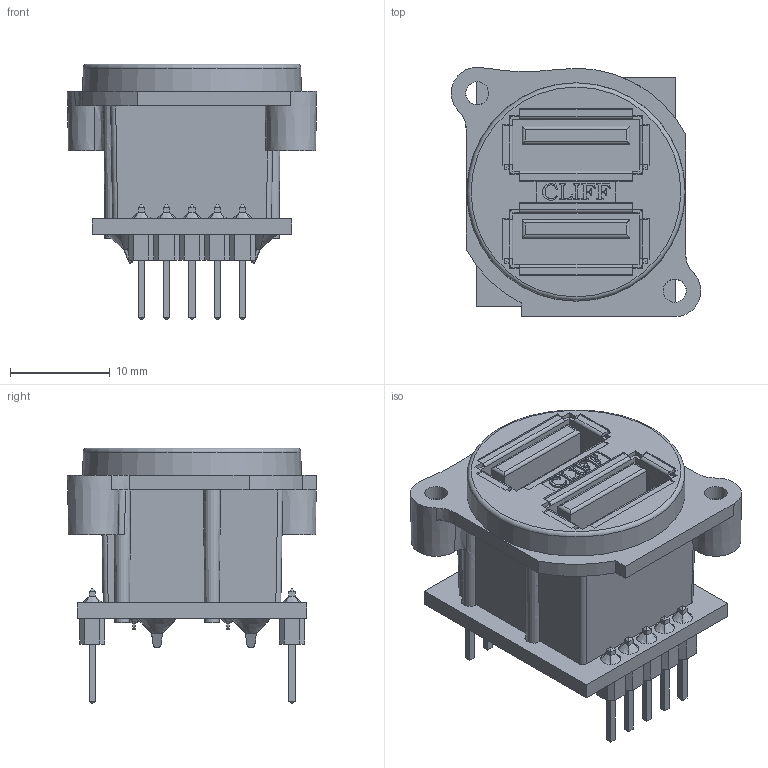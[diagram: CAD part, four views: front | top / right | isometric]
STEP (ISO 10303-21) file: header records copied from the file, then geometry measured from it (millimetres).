
FILE_DESCRIPTION(/* description */ (''),/* implementation_level */ '2;1');
FILE_NAME(/* name */ 'CP30090.stp',/* time_stamp */ '2016-09-22T12:35:20+01:00',/* author */ ('tottley'),/* organization */ (''),/* preprocessor_version */ 'ST-DEVELOPER v16.1',/* originating_system */ 'Autodesk Inventor 2016',/* authorisation */ '');
FILE_SCHEMA (('AUTOMOTIVE_DESIGN { 1 0 10303 214 3 1 1 }'));
Length unit declared in the file: millimetre
Products named in the file (1): Part1
Bounding box: 24.99 x 25 x 25.64 mm (x, y, z)
Volume: 4192.9 mm3; surface area: 8660.8 mm2
Topology: 1 solids, 12 shells, 970 faces, 2502 edges, 1589 vertices
Faces by surface type: plane 741, bspline 134, cylinder 76, cone 18, torus 1
Full cylindrical faces by diameter (mm): 0.9 x8, 1.1 x10, 1.75 x4, 2.3 x6
Entity records: 31962 total; most frequent: CARTESIAN_POINT 7918, ORIENTED_EDGE 4904, DIRECTION 4281, EDGE_CURVE 2452, LINE 2023, VECTOR 2023, VERTEX_POINT 1575, AXIS2_PLACEMENT_3D 1129
